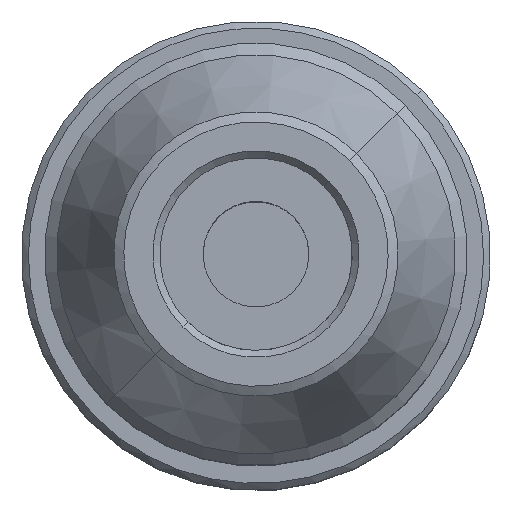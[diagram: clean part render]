
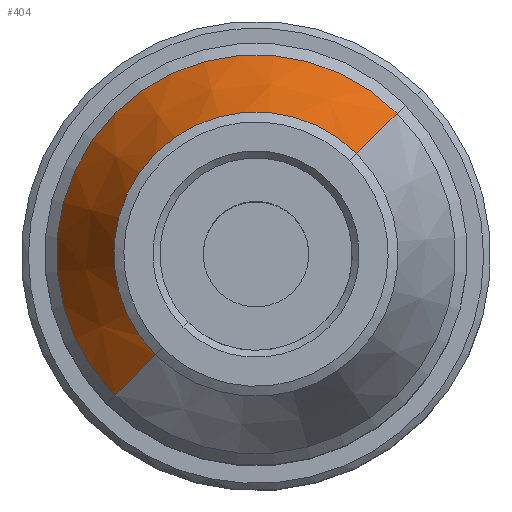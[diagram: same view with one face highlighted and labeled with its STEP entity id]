
A CAD part, top view. The second image highlights one B-rep face of the part: STEP entity #404.
In plain terms, the highlighted conical face has half-angle 25.017 degrees and reference radius 7.217 mm.
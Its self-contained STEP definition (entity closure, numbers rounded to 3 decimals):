
#347=AXIS2_PLACEMENT_3D('Circle Axis2P3D',#345,#346,$) ;
#391=AXIS2_PLACEMENT_3D('Cone Axis2P3D',#388,#389,#390) ;
#395=AXIS2_PLACEMENT_3D('Circle Axis2P3D',#393,#394,$) ;
#318=CARTESIAN_POINT('Vertex',(5.715,5.715,61.728)) ;
#325=CARTESIAN_POINT('Vertex',(14.285,14.285,61.728)) ;
#345=CARTESIAN_POINT('Axis2P3D Location',(10.,10.,61.728)) ;
#362=CARTESIAN_POINT('Line Origine',(149525.141,149525.141,-453024.588)) ;
#366=CARTESIAN_POINT('Vertex',(16.01,16.01,56.5)) ;
#369=CARTESIAN_POINT('Line Origine',(-149505.141,-149505.141,-453024.588)) ;
#373=CARTESIAN_POINT('Vertex',(3.99,3.99,56.5)) ;
#388=CARTESIAN_POINT('Axis2P3D Location',(10.,10.,59.25)) ;
#393=CARTESIAN_POINT('Axis2P3D Location',(10.,10.,56.5)) ;
#346=DIRECTION('Axis2P3D Direction',(0.,0.,-1.)) ;
#363=DIRECTION('Vector Direction',(0.299,0.299,-0.906)) ;
#370=DIRECTION('Vector Direction',(-0.299,-0.299,-0.906)) ;
#389=DIRECTION('Axis2P3D Direction',(0.,0.,-1.)) ;
#390=DIRECTION('Axis2P3D XDirection',(-0.707,-0.707,0.)) ;
#394=DIRECTION('Axis2P3D Direction',(0.,0.,-1.)) ;
#364=VECTOR('Line Direction',#363,1.) ;
#371=VECTOR('Line Direction',#370,1.) ;
#399=ORIENTED_EDGE('',*,*,#368,.F.) ;
#400=ORIENTED_EDGE('',*,*,#397,.T.) ;
#401=ORIENTED_EDGE('',*,*,#375,.F.) ;
#402=ORIENTED_EDGE('',*,*,#349,.F.) ;
#404=ADVANCED_FACE('Hauptkoerper',(#403),#392,.T.) ;
#348=CIRCLE('generated circle',#347,6.06) ;
#396=CIRCLE('generated circle',#395,8.5) ;
#392=CONICAL_SURFACE('Cone',#391,7.217,0.437) ;
#349=EDGE_CURVE('',#326,#319,#348,.F.) ;
#368=EDGE_CURVE('',#367,#326,#365,.F.) ;
#375=EDGE_CURVE('',#319,#374,#372,.T.) ;
#397=EDGE_CURVE('',#367,#374,#396,.F.) ;
#398=EDGE_LOOP('',(#399,#400,#401,#402)) ;
#403=FACE_OUTER_BOUND('',#398,.T.) ;
#365=LINE('Line',#362,#364) ;
#372=LINE('Line',#369,#371) ;
#319=VERTEX_POINT('',#318) ;
#326=VERTEX_POINT('',#325) ;
#367=VERTEX_POINT('',#366) ;
#374=VERTEX_POINT('',#373) ;
